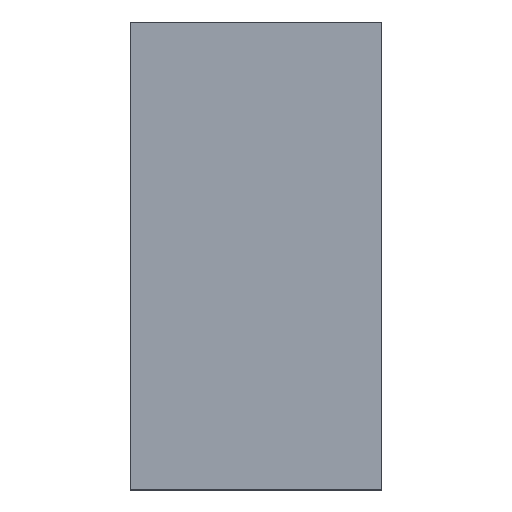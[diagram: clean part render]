
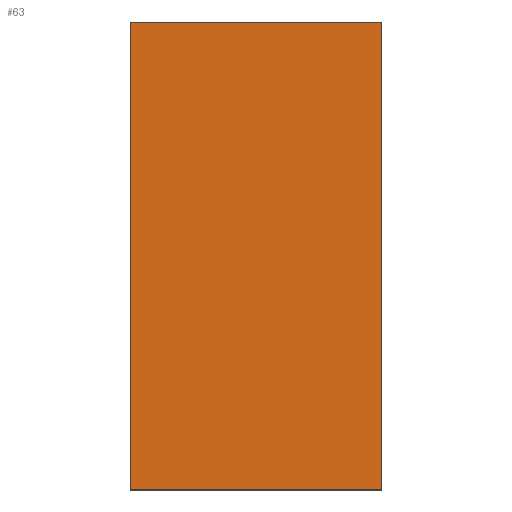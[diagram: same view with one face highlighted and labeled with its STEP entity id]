
A CAD part, top view. The second image highlights one B-rep face of the part: STEP entity #63.
In plain terms, the highlighted planar face has unit normal (0, 0, 1).
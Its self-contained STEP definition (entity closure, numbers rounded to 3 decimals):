
#63=ADVANCED_FACE('',(#87),#77,.T.);
#77=PLANE('',#219);
#87=FACE_OUTER_BOUND('',#96,.T.);
#96=EDGE_LOOP('',(#130,#131,#132,#133));
#130=ORIENTED_EDGE('',*,*,#172,.T.);
#131=ORIENTED_EDGE('',*,*,#176,.T.);
#132=ORIENTED_EDGE('',*,*,#179,.T.);
#133=ORIENTED_EDGE('',*,*,#181,.T.);
#156=VERTEX_POINT('',#300);
#157=VERTEX_POINT('',#302);
#159=VERTEX_POINT('',#308);
#161=VERTEX_POINT('',#314);
#172=EDGE_CURVE('',#157,#156,#192,.T.);
#176=EDGE_CURVE('',#156,#159,#196,.T.);
#179=EDGE_CURVE('',#159,#161,#199,.T.);
#181=EDGE_CURVE('',#161,#157,#201,.T.);
#192=LINE('',#301,#204);
#196=LINE('',#309,#208);
#199=LINE('',#315,#211);
#201=LINE('',#318,#213);
#204=VECTOR('',#241,1.);
#208=VECTOR('',#247,1.);
#211=VECTOR('',#252,1.);
#213=VECTOR('',#256,1.);
#219=AXIS2_PLACEMENT_3D('',#320,#259,#260);
#241=DIRECTION('',(0.,1.,0.));
#247=DIRECTION('',(-1.,0.,0.));
#252=DIRECTION('',(0.,-1.,0.));
#256=DIRECTION('',(1.,0.,0.));
#259=DIRECTION('',(0.,0.,1.));
#260=DIRECTION('',(1.,0.,0.));
#300=CARTESIAN_POINT('',(70.,130.,20.));
#301=CARTESIAN_POINT('',(70.,0.,20.));
#302=CARTESIAN_POINT('',(70.,0.,20.));
#308=CARTESIAN_POINT('',(0.,130.,20.));
#309=CARTESIAN_POINT('',(70.,130.,20.));
#314=CARTESIAN_POINT('',(0.,0.,20.));
#315=CARTESIAN_POINT('',(0.,130.,20.));
#318=CARTESIAN_POINT('',(0.,0.,20.));
#320=CARTESIAN_POINT('',(0.,0.,20.));
